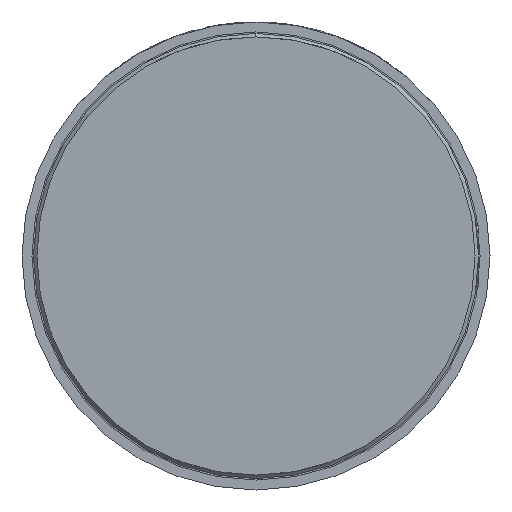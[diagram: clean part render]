
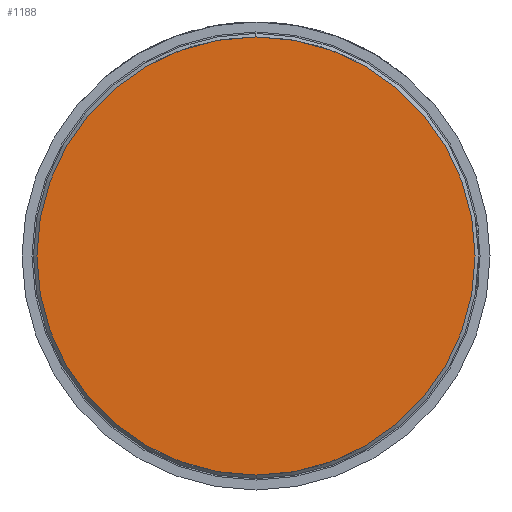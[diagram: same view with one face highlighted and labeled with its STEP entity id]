
A CAD part, front view. The second image highlights one B-rep face of the part: STEP entity #1188.
In plain terms, the highlighted planar face has unit normal (0, -1, 0).
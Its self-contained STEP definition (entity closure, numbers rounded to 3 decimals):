
#97 = CARTESIAN_POINT ( 'NONE',  ( -2.2, 0., 0. ) ) ;
#134 = DIRECTION ( 'NONE',  ( -1., 0., 0. ) ) ;
#360 = VERTEX_POINT ( 'NONE', #2731 ) ;
#495 = PLANE ( 'NONE',  #1366 ) ;
#544 = CIRCLE ( 'NONE', #1074, 2.2 ) ;
#1074 = AXIS2_PLACEMENT_3D ( 'NONE', #1949, #3453, #134 ) ;
#1180 = DIRECTION ( 'NONE',  ( 1., 0., 0. ) ) ;
#1188 = ADVANCED_FACE ( 'Defeature ausgef�hrt1_7', ( #2685 ), #495, .F. ) ;
#1366 = AXIS2_PLACEMENT_3D ( 'NONE', #3833, #2389, #1180 ) ;
#1551 = AXIS2_PLACEMENT_3D ( 'NONE', #3524, #3224, #3544 ) ;
#1621 = EDGE_CURVE ( 'Defeature ausgef�hrt1_7+Defeature ausgef�hrt1_14+Defeature ausgef�hrt1_14+Defeature ausgef�hrt1_14', #360, #3485, #3674, .T. ) ;
#1949 = CARTESIAN_POINT ( 'NONE',  ( 0., 0., 0. ) ) ;
#2389 = DIRECTION ( 'NONE',  ( 0., 1., 0. ) ) ;
#2685 = FACE_OUTER_BOUND ( 'NONE', #3291, .T. ) ;
#2731 = CARTESIAN_POINT ( 'NONE',  ( 2.2, 0., 0. ) ) ;
#3224 = DIRECTION ( 'NONE',  ( 0., -1., 0. ) ) ;
#3291 = EDGE_LOOP ( 'NONE', ( #3425, #3514 ) ) ;
#3425 = ORIENTED_EDGE ( 'NONE', *, *, #3486, .T. ) ;
#3453 = DIRECTION ( 'NONE',  ( 0., -1., 0. ) ) ;
#3485 = VERTEX_POINT ( 'NONE', #97 ) ;
#3486 = EDGE_CURVE ( 'Defeature ausgef�hrt1_7+Defeature ausgef�hrt1_14+Defeature ausgef�hrt1_14+Defeature ausgef�hrt1_14', #3485, #360, #544, .T. ) ;
#3514 = ORIENTED_EDGE ( 'NONE', *, *, #1621, .T. ) ;
#3524 = CARTESIAN_POINT ( 'NONE',  ( 0., 0., 0. ) ) ;
#3544 = DIRECTION ( 'NONE',  ( -1., 0., 0. ) ) ;
#3674 = CIRCLE ( 'NONE', #1551, 2.2 ) ;
#3833 = CARTESIAN_POINT ( 'NONE',  ( 0., 0., -1.9 ) ) ;
